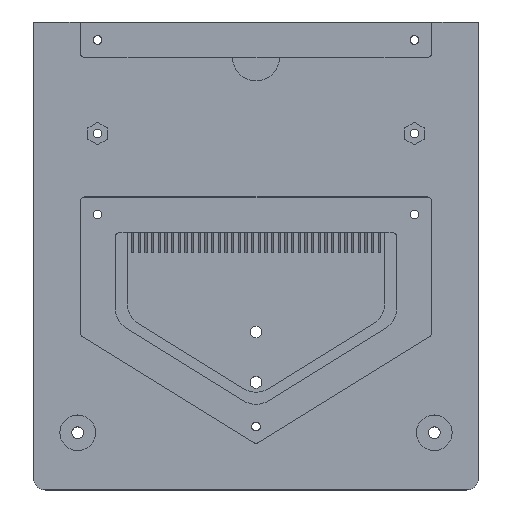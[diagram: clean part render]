
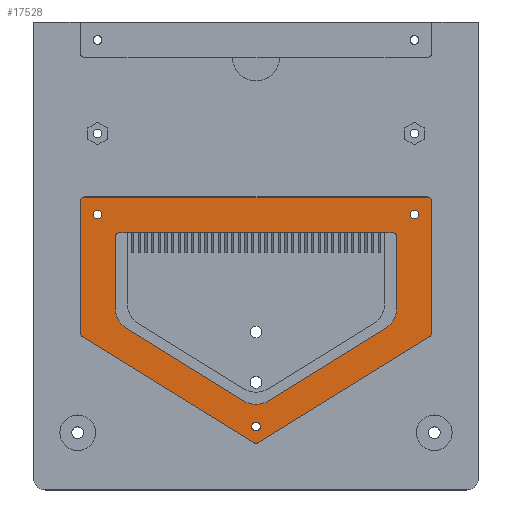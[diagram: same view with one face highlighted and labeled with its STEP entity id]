
A CAD part, top view. The second image highlights one B-rep face of the part: STEP entity #17528.
In plain terms, the highlighted planar face has unit normal (0, 0, 1).
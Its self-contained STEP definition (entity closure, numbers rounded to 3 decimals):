
#13337 = VERTEX_POINT('',#13338);
#13338 = CARTESIAN_POINT('',(-75.2,67.202,4.4));
#13344 = EDGE_CURVE('',#13337,#13345,#13347,.T.);
#13345 = VERTEX_POINT('',#13346);
#13346 = CARTESIAN_POINT('',(-74.252,65.501,4.4));
#13347 = CIRCLE('',#13348,2.);
#13348 = AXIS2_PLACEMENT_3D('',#13349,#13350,#13351);
#13349 = CARTESIAN_POINT('',(-73.2,67.202,4.4));
#13350 = DIRECTION('',(0.,0.,1.));
#13351 = DIRECTION('',(1.,0.,0.));
#13369 = EDGE_CURVE('',#13337,#13370,#13372,.T.);
#13370 = VERTEX_POINT('',#13371);
#13371 = CARTESIAN_POINT('',(-75.2,123.2,4.4));
#13372 = LINE('',#13373,#13374);
#13373 = CARTESIAN_POINT('',(-75.2,67.202,4.4));
#13374 = VECTOR('',#13375,1.);
#13375 = DIRECTION('',(0.,1.,0.));
#13393 = EDGE_CURVE('',#13345,#13394,#13396,.T.);
#13394 = VERTEX_POINT('',#13395);
#13395 = CARTESIAN_POINT('',(-1.052,20.25,4.4));
#13396 = LINE('',#13397,#13398);
#13397 = CARTESIAN_POINT('',(-74.252,65.501,4.4));
#13398 = VECTOR('',#13399,1.);
#13399 = DIRECTION('',(0.851,-0.526,0.));
#13417 = VERTEX_POINT('',#13418);
#13418 = CARTESIAN_POINT('',(-73.2,125.2,4.4));
#13424 = EDGE_CURVE('',#13417,#13370,#13425,.T.);
#13425 = CIRCLE('',#13426,2.);
#13426 = AXIS2_PLACEMENT_3D('',#13427,#13428,#13429);
#13427 = CARTESIAN_POINT('',(-73.2,123.2,4.4));
#13428 = DIRECTION('',(0.,0.,1.));
#13429 = DIRECTION('',(1.,0.,0.));
#13442 = EDGE_CURVE('',#13394,#13443,#13445,.T.);
#13443 = VERTEX_POINT('',#13444);
#13444 = CARTESIAN_POINT('',(1.052,20.25,4.4));
#13445 = CIRCLE('',#13446,2.);
#13446 = AXIS2_PLACEMENT_3D('',#13447,#13448,#13449);
#13447 = CARTESIAN_POINT('',(0.,21.951,4.4));
#13448 = DIRECTION('',(0.,0.,1.));
#13449 = DIRECTION('',(1.,0.,0.));
#13467 = EDGE_CURVE('',#13417,#13468,#13470,.T.);
#13468 = VERTEX_POINT('',#13469);
#13469 = CARTESIAN_POINT('',(73.2,125.2,4.4));
#13470 = LINE('',#13471,#13472);
#13471 = CARTESIAN_POINT('',(-73.2,125.2,4.4));
#13472 = VECTOR('',#13473,1.);
#13473 = DIRECTION('',(1.,0.,0.));
#13491 = EDGE_CURVE('',#13443,#13492,#13494,.T.);
#13492 = VERTEX_POINT('',#13493);
#13493 = CARTESIAN_POINT('',(74.252,65.501,4.4));
#13494 = LINE('',#13495,#13496);
#13495 = CARTESIAN_POINT('',(1.052,20.25,4.4));
#13496 = VECTOR('',#13497,1.);
#13497 = DIRECTION('',(0.851,0.526,0.));
#13515 = VERTEX_POINT('',#13516);
#13516 = CARTESIAN_POINT('',(75.2,123.2,4.4));
#13522 = EDGE_CURVE('',#13515,#13468,#13523,.T.);
#13523 = CIRCLE('',#13524,2.);
#13524 = AXIS2_PLACEMENT_3D('',#13525,#13526,#13527);
#13525 = CARTESIAN_POINT('',(73.2,123.2,4.4));
#13526 = DIRECTION('',(0.,0.,1.));
#13527 = DIRECTION('',(1.,0.,0.));
#13540 = EDGE_CURVE('',#13492,#13541,#13543,.T.);
#13541 = VERTEX_POINT('',#13542);
#13542 = CARTESIAN_POINT('',(75.2,67.202,4.4));
#13543 = CIRCLE('',#13544,2.);
#13544 = AXIS2_PLACEMENT_3D('',#13545,#13546,#13547);
#13545 = CARTESIAN_POINT('',(73.2,67.202,4.4));
#13546 = DIRECTION('',(0.,0.,1.));
#13547 = DIRECTION('',(1.,0.,0.));
#13565 = EDGE_CURVE('',#13515,#13541,#13566,.T.);
#13566 = LINE('',#13567,#13568);
#13567 = CARTESIAN_POINT('',(75.2,123.2,4.4));
#13568 = VECTOR('',#13569,1.);
#13569 = DIRECTION('',(0.,-1.,0.));
#13970 = EDGE_CURVE('',#13971,#13973,#13975,.T.);
#13971 = VERTEX_POINT('',#13972);
#13972 = CARTESIAN_POINT('',(55.,110.,4.4));
#13973 = VERTEX_POINT('',#13974);
#13974 = CARTESIAN_POINT('',(-55.,110.,4.4));
#13975 = LINE('',#13976,#13977);
#13976 = CARTESIAN_POINT('',(-27.5,110.,4.4));
#13977 = VECTOR('',#13978,1.);
#13978 = DIRECTION('',(-1.,0.,0.));
#17528 = ADVANCED_FACE('',(#17529,#17541,#17561,#17572,#17666),#17677,
  .T.);
#17529 = FACE_BOUND('',#17530,.T.);
#17530 = EDGE_LOOP('',(#17531,#17532,#17533,#17534,#17535,#17536,#17537,
    #17538,#17539,#17540));
#17531 = ORIENTED_EDGE('',*,*,#13369,.F.);
#17532 = ORIENTED_EDGE('',*,*,#13344,.T.);
#17533 = ORIENTED_EDGE('',*,*,#13393,.T.);
#17534 = ORIENTED_EDGE('',*,*,#13442,.T.);
#17535 = ORIENTED_EDGE('',*,*,#13491,.T.);
#17536 = ORIENTED_EDGE('',*,*,#13540,.T.);
#17537 = ORIENTED_EDGE('',*,*,#13565,.F.);
#17538 = ORIENTED_EDGE('',*,*,#13522,.T.);
#17539 = ORIENTED_EDGE('',*,*,#13467,.F.);
#17540 = ORIENTED_EDGE('',*,*,#13424,.T.);
#17541 = FACE_BOUND('',#17542,.T.);
#17542 = EDGE_LOOP('',(#17543,#17554));
#17543 = ORIENTED_EDGE('',*,*,#17544,.F.);
#17544 = EDGE_CURVE('',#17545,#17547,#17549,.T.);
#17545 = VERTEX_POINT('',#17546);
#17546 = CARTESIAN_POINT('',(1.867,27.1,4.4));
#17547 = VERTEX_POINT('',#17548);
#17548 = CARTESIAN_POINT('',(-1.867,27.1,4.4));
#17549 = CIRCLE('',#17550,1.867);
#17550 = AXIS2_PLACEMENT_3D('',#17551,#17552,#17553);
#17551 = CARTESIAN_POINT('',(0.,27.1,4.4));
#17552 = DIRECTION('',(0.,0.,1.));
#17553 = DIRECTION('',(1.,0.,0.));
#17554 = ORIENTED_EDGE('',*,*,#17555,.F.);
#17555 = EDGE_CURVE('',#17547,#17545,#17556,.T.);
#17556 = CIRCLE('',#17557,1.867);
#17557 = AXIS2_PLACEMENT_3D('',#17558,#17559,#17560);
#17558 = CARTESIAN_POINT('',(0.,27.1,4.4));
#17559 = DIRECTION('',(0.,0.,1.));
#17560 = DIRECTION('',(1.,0.,0.));
#17561 = FACE_BOUND('',#17562,.T.);
#17562 = EDGE_LOOP('',(#17563));
#17563 = ORIENTED_EDGE('',*,*,#17564,.F.);
#17564 = EDGE_CURVE('',#17565,#17565,#17567,.T.);
#17565 = VERTEX_POINT('',#17566);
#17566 = CARTESIAN_POINT('',(-65.833,117.7,4.4));
#17567 = CIRCLE('',#17568,1.867);
#17568 = AXIS2_PLACEMENT_3D('',#17569,#17570,#17571);
#17569 = CARTESIAN_POINT('',(-67.7,117.7,4.4));
#17570 = DIRECTION('',(0.,0.,1.));
#17571 = DIRECTION('',(1.,0.,0.));
#17572 = FACE_BOUND('',#17573,.T.);
#17573 = EDGE_LOOP('',(#17574,#17582,#17583,#17591,#17600,#17608,#17617,
    #17625,#17634,#17642,#17651,#17659));
#17574 = ORIENTED_EDGE('',*,*,#17575,.F.);
#17575 = EDGE_CURVE('',#13973,#17576,#17578,.T.);
#17576 = VERTEX_POINT('',#17577);
#17577 = CARTESIAN_POINT('',(-58.2,110.,4.4));
#17578 = LINE('',#17579,#17580);
#17579 = CARTESIAN_POINT('',(-29.1,110.,4.4));
#17580 = VECTOR('',#17581,1.);
#17581 = DIRECTION('',(-1.,0.,0.));
#17582 = ORIENTED_EDGE('',*,*,#13970,.F.);
#17583 = ORIENTED_EDGE('',*,*,#17584,.F.);
#17584 = EDGE_CURVE('',#17585,#13971,#17587,.T.);
#17585 = VERTEX_POINT('',#17586);
#17586 = CARTESIAN_POINT('',(58.2,110.,4.4));
#17587 = LINE('',#17588,#17589);
#17588 = CARTESIAN_POINT('',(-29.1,110.,4.4));
#17589 = VECTOR('',#17590,1.);
#17590 = DIRECTION('',(-1.,0.,0.));
#17591 = ORIENTED_EDGE('',*,*,#17592,.F.);
#17592 = EDGE_CURVE('',#17593,#17585,#17595,.T.);
#17593 = VERTEX_POINT('',#17594);
#17594 = CARTESIAN_POINT('',(60.2,108.,4.4));
#17595 = CIRCLE('',#17596,2.);
#17596 = AXIS2_PLACEMENT_3D('',#17597,#17598,#17599);
#17597 = CARTESIAN_POINT('',(58.2,108.,4.4));
#17598 = DIRECTION('',(0.,0.,1.));
#17599 = DIRECTION('',(1.,0.,0.));
#17600 = ORIENTED_EDGE('',*,*,#17601,.F.);
#17601 = EDGE_CURVE('',#17602,#17593,#17604,.T.);
#17602 = VERTEX_POINT('',#17603);
#17603 = CARTESIAN_POINT('',(60.2,77.589,4.4));
#17604 = LINE('',#17605,#17606);
#17605 = CARTESIAN_POINT('',(60.2,96.278,4.4));
#17606 = VECTOR('',#17607,1.);
#17607 = DIRECTION('',(0.,1.,0.));
#17608 = ORIENTED_EDGE('',*,*,#17609,.F.);
#17609 = EDGE_CURVE('',#17610,#17602,#17612,.T.);
#17610 = VERTEX_POINT('',#17611);
#17611 = CARTESIAN_POINT('',(55.458,69.083,4.4));
#17612 = CIRCLE('',#17613,10.);
#17613 = AXIS2_PLACEMENT_3D('',#17614,#17615,#17616);
#17614 = CARTESIAN_POINT('',(50.2,77.589,4.4));
#17615 = DIRECTION('',(0.,0.,1.));
#17616 = DIRECTION('',(1.,0.,0.));
#17617 = ORIENTED_EDGE('',*,*,#17618,.T.);
#17618 = EDGE_CURVE('',#17610,#17619,#17621,.T.);
#17619 = VERTEX_POINT('',#17620);
#17620 = CARTESIAN_POINT('',(5.258,38.051,4.4));
#17621 = LINE('',#17622,#17623);
#17622 = CARTESIAN_POINT('',(13.756,43.304,4.4));
#17623 = VECTOR('',#17624,1.);
#17624 = DIRECTION('',(-0.851,-0.526,0.));
#17625 = ORIENTED_EDGE('',*,*,#17626,.F.);
#17626 = EDGE_CURVE('',#17627,#17619,#17629,.T.);
#17627 = VERTEX_POINT('',#17628);
#17628 = CARTESIAN_POINT('',(-5.258,38.051,4.4));
#17629 = CIRCLE('',#17630,10.);
#17630 = AXIS2_PLACEMENT_3D('',#17631,#17632,#17633);
#17631 = CARTESIAN_POINT('',(0.,46.556,4.4));
#17632 = DIRECTION('',(0.,0.,1.));
#17633 = DIRECTION('',(1.,0.,0.));
#17634 = ORIENTED_EDGE('',*,*,#17635,.T.);
#17635 = EDGE_CURVE('',#17627,#17636,#17638,.T.);
#17636 = VERTEX_POINT('',#17637);
#17637 = CARTESIAN_POINT('',(-55.458,69.083,4.4));
#17638 = LINE('',#17639,#17640);
#17639 = CARTESIAN_POINT('',(-38.856,58.82,4.4));
#17640 = VECTOR('',#17641,1.);
#17641 = DIRECTION('',(-0.851,0.526,0.));
#17642 = ORIENTED_EDGE('',*,*,#17643,.F.);
#17643 = EDGE_CURVE('',#17644,#17636,#17646,.T.);
#17644 = VERTEX_POINT('',#17645);
#17645 = CARTESIAN_POINT('',(-60.2,77.589,4.4));
#17646 = CIRCLE('',#17647,10.);
#17647 = AXIS2_PLACEMENT_3D('',#17648,#17649,#17650);
#17648 = CARTESIAN_POINT('',(-50.2,77.589,4.4));
#17649 = DIRECTION('',(0.,0.,1.));
#17650 = DIRECTION('',(1.,0.,0.));
#17651 = ORIENTED_EDGE('',*,*,#17652,.F.);
#17652 = EDGE_CURVE('',#17653,#17644,#17655,.T.);
#17653 = VERTEX_POINT('',#17654);
#17654 = CARTESIAN_POINT('',(-60.2,108.,4.4));
#17655 = LINE('',#17656,#17657);
#17656 = CARTESIAN_POINT('',(-60.2,81.073,4.4));
#17657 = VECTOR('',#17658,1.);
#17658 = DIRECTION('',(0.,-1.,0.));
#17659 = ORIENTED_EDGE('',*,*,#17660,.F.);
#17660 = EDGE_CURVE('',#17576,#17653,#17661,.T.);
#17661 = CIRCLE('',#17662,2.);
#17662 = AXIS2_PLACEMENT_3D('',#17663,#17664,#17665);
#17663 = CARTESIAN_POINT('',(-58.2,108.,4.4));
#17664 = DIRECTION('',(0.,0.,1.));
#17665 = DIRECTION('',(1.,0.,0.));
#17666 = FACE_BOUND('',#17667,.T.);
#17667 = EDGE_LOOP('',(#17668));
#17668 = ORIENTED_EDGE('',*,*,#17669,.F.);
#17669 = EDGE_CURVE('',#17670,#17670,#17672,.T.);
#17670 = VERTEX_POINT('',#17671);
#17671 = CARTESIAN_POINT('',(69.567,117.7,4.4));
#17672 = CIRCLE('',#17673,1.867);
#17673 = AXIS2_PLACEMENT_3D('',#17674,#17675,#17676);
#17674 = CARTESIAN_POINT('',(67.7,117.7,4.4));
#17675 = DIRECTION('',(0.,0.,1.));
#17676 = DIRECTION('',(1.,0.,0.));
#17677 = PLANE('',#17678);
#17678 = AXIS2_PLACEMENT_3D('',#17679,#17680,#17681);
#17679 = CARTESIAN_POINT('',(0.,84.557,4.4));
#17680 = DIRECTION('',(0.,0.,1.));
#17681 = DIRECTION('',(1.,0.,0.));
